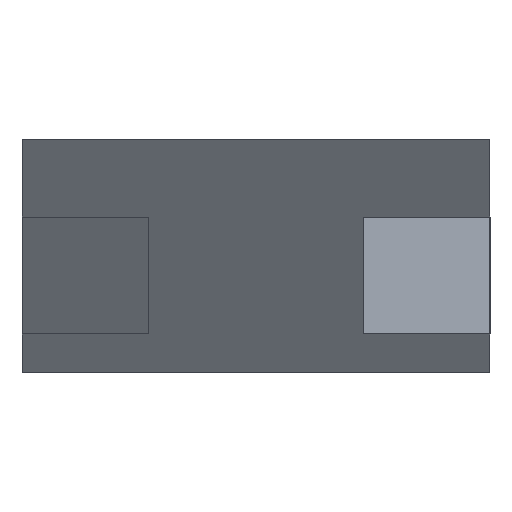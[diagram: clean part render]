
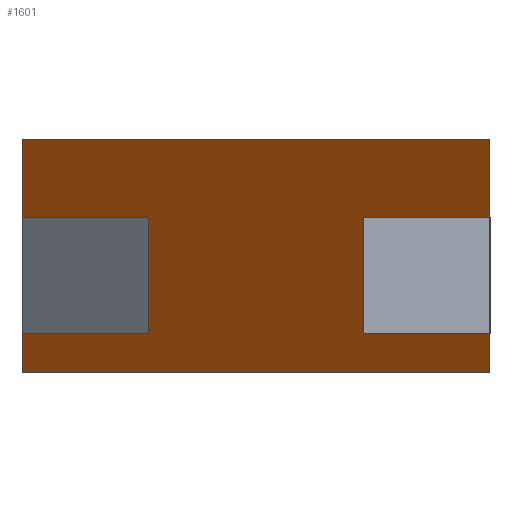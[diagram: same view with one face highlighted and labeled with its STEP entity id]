
A CAD part, left-side view. The second image highlights one B-rep face of the part: STEP entity #1601.
In plain terms, the highlighted planar face has unit normal (-0.707, 0.707, 0).
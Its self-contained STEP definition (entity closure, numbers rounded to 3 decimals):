
#8 = VERTEX_POINT ( 'NONE', #1725 ) ;
#87 = DIRECTION ( 'NONE',  ( 0., 0., 1. ) ) ;
#94 = CARTESIAN_POINT ( 'NONE',  ( -886., -12., 12. ) ) ;
#95 = CARTESIAN_POINT ( 'NONE',  ( -868.5, 5.5, 8. ) ) ;
#109 = VECTOR ( 'NONE', #87, 1000. ) ;
#125 = VERTEX_POINT ( 'NONE', #95 ) ;
#156 = LINE ( 'NONE', #751, #1125 ) ;
#157 = CARTESIAN_POINT ( 'NONE',  ( -879.5, -5.5, 2. ) ) ;
#164 = VERTEX_POINT ( 'NONE', #687 ) ;
#172 = ORIENTED_EDGE ( 'NONE', *, *, #1705, .F. ) ;
#186 = LINE ( 'NONE', #157, #1069 ) ;
#211 = LINE ( 'NONE', #788, #922 ) ;
#223 = DIRECTION ( 'NONE',  ( -0.707, -0.707, 0. ) ) ;
#242 = DIRECTION ( 'NONE',  ( 0.707, 0.707, 0. ) ) ;
#249 = LINE ( 'NONE', #1555, #1515 ) ;
#313 = LINE ( 'NONE', #338, #1513 ) ;
#338 = CARTESIAN_POINT ( 'NONE',  ( -862., 12., 8. ) ) ;
#354 = CARTESIAN_POINT ( 'NONE',  ( -879.5, -5.5, 8. ) ) ;
#362 = CARTESIAN_POINT ( 'NONE',  ( -862., 12., 2. ) ) ;
#364 = VECTOR ( 'NONE', #1510, 1000. ) ;
#376 = EDGE_CURVE ( 'NONE', #8, #1185, #1022, .T. ) ;
#399 = DIRECTION ( 'NONE',  ( 0.707, -0.707, 0. ) ) ;
#452 = VERTEX_POINT ( 'NONE', #673 ) ;
#485 = DIRECTION ( 'NONE',  ( 0., 0., 1. ) ) ;
#512 = VECTOR ( 'NONE', #994, 1000. ) ;
#543 = FACE_OUTER_BOUND ( 'NONE', #963, .T. ) ;
#613 = EDGE_CURVE ( 'NONE', #1185, #125, #313, .T. ) ;
#623 = EDGE_CURVE ( 'NONE', #1777, #1005, #186, .T. ) ;
#636 = VECTOR ( 'NONE', #685, 1000. ) ;
#673 = CARTESIAN_POINT ( 'NONE',  ( -886., -12., 0. ) ) ;
#681 = EDGE_CURVE ( 'NONE', #1005, #1006, #156, .T. ) ;
#685 = DIRECTION ( 'NONE',  ( 0., 0., -1. ) ) ;
#686 = CARTESIAN_POINT ( 'NONE',  ( -886., -12., 12. ) ) ;
#687 = CARTESIAN_POINT ( 'NONE',  ( -886., -12., 2. ) ) ;
#707 = ORIENTED_EDGE ( 'NONE', *, *, #1592, .F. ) ;
#751 = CARTESIAN_POINT ( 'NONE',  ( -886., -12., 8. ) ) ;
#788 = CARTESIAN_POINT ( 'NONE',  ( -886., -12., 0. ) ) ;
#826 = VECTOR ( 'NONE', #1269, 1000. ) ;
#830 = CARTESIAN_POINT ( 'NONE',  ( -862., 12., 12. ) ) ;
#834 = DIRECTION ( 'NONE',  ( 0., 0., -1. ) ) ;
#860 = VERTEX_POINT ( 'NONE', #1600 ) ;
#922 = VECTOR ( 'NONE', #223, 1000. ) ;
#925 = EDGE_CURVE ( 'NONE', #1586, #1575, #1703, .T. ) ;
#928 = EDGE_CURVE ( 'NONE', #1586, #1048, #249, .T. ) ;
#948 = VECTOR ( 'NONE', #1712, 1000. ) ;
#963 = EDGE_LOOP ( 'NONE', ( #1482, #1755, #1087, #1748, #1124, #1207, #1753, #172, #1530, #1345, #1633, #707 ) ) ;
#994 = DIRECTION ( 'NONE',  ( 0., 0., -1. ) ) ;
#1005 = VERTEX_POINT ( 'NONE', #354 ) ;
#1006 = VERTEX_POINT ( 'NONE', #1396 ) ;
#1015 = AXIS2_PLACEMENT_3D ( 'NONE', #94, #399, #242 ) ;
#1022 = LINE ( 'NONE', #1170, #512 ) ;
#1038 = EDGE_CURVE ( 'NONE', #1575, #452, #211, .T. ) ;
#1048 = VERTEX_POINT ( 'NONE', #1827 ) ;
#1069 = VECTOR ( 'NONE', #485, 1000. ) ;
#1087 = ORIENTED_EDGE ( 'NONE', *, *, #1038, .T. ) ;
#1124 = ORIENTED_EDGE ( 'NONE', *, *, #1560, .F. ) ;
#1125 = VECTOR ( 'NONE', #1810, 1000. ) ;
#1148 = LINE ( 'NONE', #1708, #109 ) ;
#1163 = EDGE_CURVE ( 'NONE', #8, #860, #1285, .T. ) ;
#1170 = CARTESIAN_POINT ( 'NONE',  ( -862., 12., 12. ) ) ;
#1185 = VERTEX_POINT ( 'NONE', #1443 ) ;
#1190 = VECTOR ( 'NONE', #834, 1000. ) ;
#1207 = ORIENTED_EDGE ( 'NONE', *, *, #623, .T. ) ;
#1232 = CARTESIAN_POINT ( 'NONE',  ( -886., -12., 2. ) ) ;
#1269 = DIRECTION ( 'NONE',  ( 0., 0., -1. ) ) ;
#1285 = LINE ( 'NONE', #1304, #948 ) ;
#1304 = CARTESIAN_POINT ( 'NONE',  ( -886., -12., 12. ) ) ;
#1345 = ORIENTED_EDGE ( 'NONE', *, *, #376, .T. ) ;
#1396 = CARTESIAN_POINT ( 'NONE',  ( -886., -12., 8. ) ) ;
#1408 = LINE ( 'NONE', #686, #826 ) ;
#1443 = CARTESIAN_POINT ( 'NONE',  ( -862., 12., 8. ) ) ;
#1462 = DIRECTION ( 'NONE',  ( -0.707, -0.707, 0. ) ) ;
#1482 = ORIENTED_EDGE ( 'NONE', *, *, #928, .F. ) ;
#1485 = CARTESIAN_POINT ( 'NONE',  ( -879.5, -5.5, 2. ) ) ;
#1510 = DIRECTION ( 'NONE',  ( -0.707, -0.707, 0. ) ) ;
#1513 = VECTOR ( 'NONE', #1462, 1000. ) ;
#1515 = VECTOR ( 'NONE', #1536, 1000. ) ;
#1530 = ORIENTED_EDGE ( 'NONE', *, *, #1163, .F. ) ;
#1536 = DIRECTION ( 'NONE',  ( -0.707, -0.707, 0. ) ) ;
#1550 = CARTESIAN_POINT ( 'NONE',  ( -886., -12., 12. ) ) ;
#1555 = CARTESIAN_POINT ( 'NONE',  ( -862., 12., 2. ) ) ;
#1557 = LINE ( 'NONE', #1550, #1190 ) ;
#1560 = EDGE_CURVE ( 'NONE', #1777, #164, #1662, .T. ) ;
#1567 = PLANE ( 'NONE',  #1015 ) ;
#1575 = VERTEX_POINT ( 'NONE', #1669 ) ;
#1586 = VERTEX_POINT ( 'NONE', #362 ) ;
#1592 = EDGE_CURVE ( 'NONE', #1048, #125, #1148, .T. ) ;
#1600 = CARTESIAN_POINT ( 'NONE',  ( -886., -12., 12. ) ) ;
#1601 = ADVANCED_FACE ( 'NONE', ( #543 ), #1567, .F. ) ;
#1633 = ORIENTED_EDGE ( 'NONE', *, *, #613, .T. ) ;
#1662 = LINE ( 'NONE', #1232, #364 ) ;
#1669 = CARTESIAN_POINT ( 'NONE',  ( -862., 12., 0. ) ) ;
#1703 = LINE ( 'NONE', #830, #636 ) ;
#1705 = EDGE_CURVE ( 'NONE', #860, #1006, #1557, .T. ) ;
#1707 = EDGE_CURVE ( 'NONE', #164, #452, #1408, .T. ) ;
#1708 = CARTESIAN_POINT ( 'NONE',  ( -868.5, 5.5, 2. ) ) ;
#1712 = DIRECTION ( 'NONE',  ( -0.707, -0.707, 0. ) ) ;
#1725 = CARTESIAN_POINT ( 'NONE',  ( -862., 12., 12. ) ) ;
#1748 = ORIENTED_EDGE ( 'NONE', *, *, #1707, .F. ) ;
#1753 = ORIENTED_EDGE ( 'NONE', *, *, #681, .T. ) ;
#1755 = ORIENTED_EDGE ( 'NONE', *, *, #925, .T. ) ;
#1777 = VERTEX_POINT ( 'NONE', #1485 ) ;
#1810 = DIRECTION ( 'NONE',  ( -0.707, -0.707, 0. ) ) ;
#1827 = CARTESIAN_POINT ( 'NONE',  ( -868.5, 5.5, 2. ) ) ;
